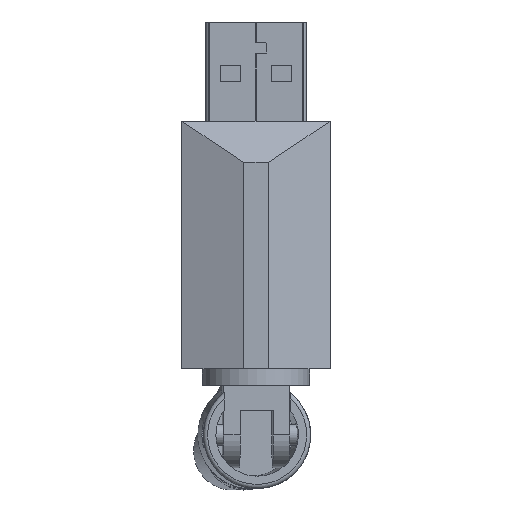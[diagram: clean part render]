
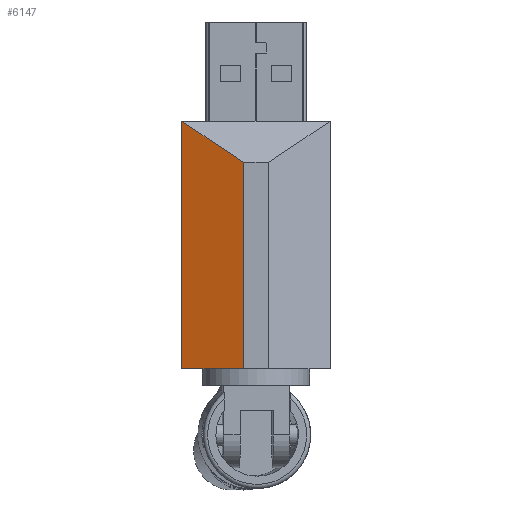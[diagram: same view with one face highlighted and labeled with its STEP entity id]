
A CAD part, front view. The second image highlights one B-rep face of the part: STEP entity #6147.
In plain terms, the highlighted planar face has unit normal (-0.344, -0.939, 0).
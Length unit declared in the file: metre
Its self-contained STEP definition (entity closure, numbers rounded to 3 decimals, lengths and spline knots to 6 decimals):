
#652=ORIENTED_EDGE('',*,*,#2376,.F.);
#653=ORIENTED_EDGE('',*,*,#2377,.T.);
#654=ORIENTED_EDGE('',*,*,#2374,.T.);
#655=ORIENTED_EDGE('',*,*,#2378,.T.);
#2374=EDGE_CURVE('',#3249,#3248,#3774,.T.);
#2376=EDGE_CURVE('',#3250,#3251,#3776,.T.);
#2377=EDGE_CURVE('',#3250,#3249,#3777,.T.);
#2378=EDGE_CURVE('',#3248,#3251,#3778,.T.);
#3248=VERTEX_POINT('',#9659);
#3249=VERTEX_POINT('',#9661);
#3250=VERTEX_POINT('',#9665);
#3251=VERTEX_POINT('',#9666);
#3774=LINE('',#9660,#4414);
#3776=LINE('',#9664,#4416);
#3777=LINE('',#9667,#4417);
#3778=LINE('',#9668,#4418);
#4414=VECTOR('',#7423,1.);
#4416=VECTOR('',#7427,1.);
#4417=VECTOR('',#7428,1.);
#4418=VECTOR('',#7429,1.);
#5061=EDGE_LOOP('',(#652,#653,#654,#655));
#5491=FACE_BOUND('',#5061,.T.);
#5896=PLANE('',#6687);
#6147=ADVANCED_FACE('',(#5491),#5896,.F.);
#6687=AXIS2_PLACEMENT_3D('',#9663,#7425,#7426);
#7423=DIRECTION('',(0.,0.,-1.));
#7425=DIRECTION('',(0.344,0.939,0.));
#7426=DIRECTION('',(-0.939,0.344,0.));
#7427=DIRECTION('',(0.,0.,-1.));
#7428=DIRECTION('',(-0.796,0.292,0.531));
#7429=DIRECTION('',(0.939,-0.344,0.));
#9659=CARTESIAN_POINT('',(-0.009,-0.00375,0.));
#9660=CARTESIAN_POINT('',(-0.009,-0.00375,0.03));
#9661=CARTESIAN_POINT('',(-0.009,-0.00375,0.03));
#9663=CARTESIAN_POINT('',(-0.00525,-0.005125,0.03));
#9664=CARTESIAN_POINT('',(-0.0015,-0.0065,0.03));
#9665=CARTESIAN_POINT('',(-0.0015,-0.0065,0.025));
#9666=CARTESIAN_POINT('',(-0.0015,-0.0065,0.));
#9667=CARTESIAN_POINT('',(-0.0033,-0.00584,0.0262));
#9668=CARTESIAN_POINT('',(-0.00525,-0.005125,0.));
